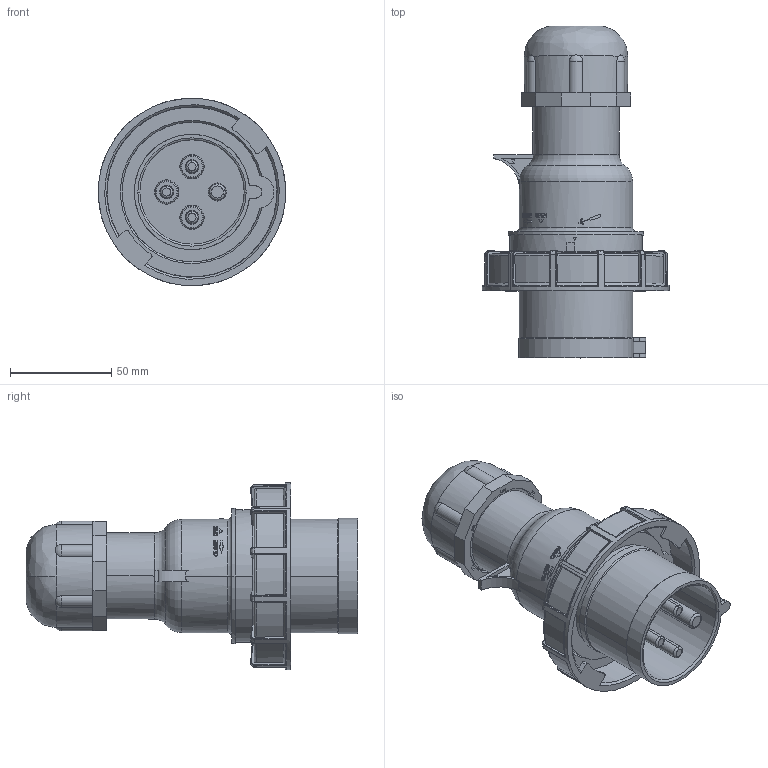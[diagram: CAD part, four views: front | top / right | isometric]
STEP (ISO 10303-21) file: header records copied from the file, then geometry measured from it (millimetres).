
FILE_DESCRIPTION((''),'2;1');
FILE_NAME('0242','2022-11-11T14:07:40',('Administrator'),(''),'CREO PARAMETRIC BY PTC INC, 2021063','CREO PARAMETRIC BY PTC INC, 2021063','');
FILE_SCHEMA(('AUTOMOTIVE_DESIGN { 1 0 10303 214 1 1 1 1 }'));
Products named in the file (1): 0242
Bounding box: 92.48 x 163.93 x 92.48 mm (x, y, z)
Surface area: 127477.5 mm2 (no closed solid volume)
Topology: 0 solids, 10 shells, 1394 faces, 3701 edges, 2379 vertices
Faces by surface type: plane 450, bspline 372, cylinder 257, cone 218, torus 91, sphere 6
Entity records: 62286 total; most frequent: CARTESIAN_POINT 27928, ORIENTED_EDGE 7386, DIRECTION 5564, EDGE_CURVE 3693, VERTEX_POINT 2379, AXIS2_PLACEMENT_3D 2038, VECTOR 1488, LINE 1488
